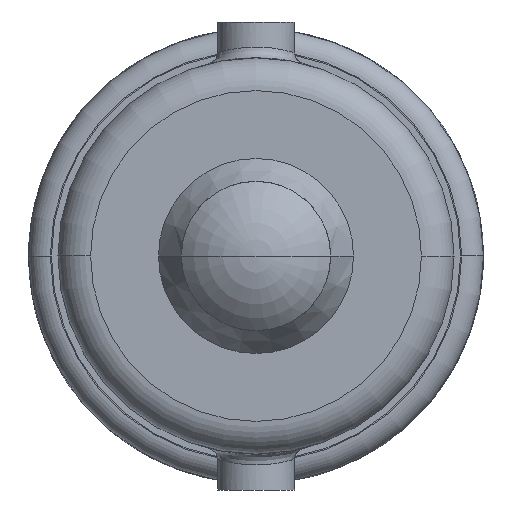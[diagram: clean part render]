
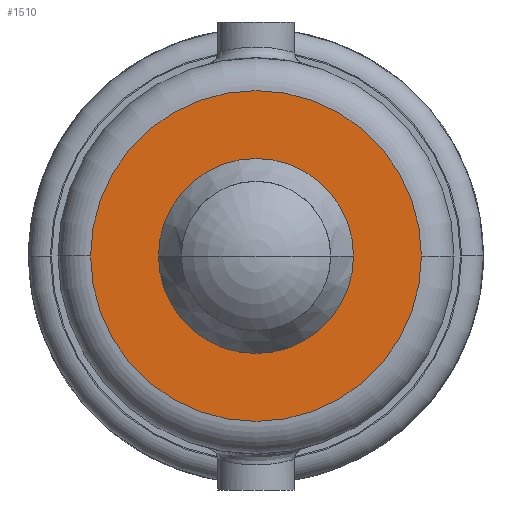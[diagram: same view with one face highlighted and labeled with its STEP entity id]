
A CAD part, front view. The second image highlights one B-rep face of the part: STEP entity #1510.
In plain terms, the highlighted planar face has unit normal (0, -1, 0).
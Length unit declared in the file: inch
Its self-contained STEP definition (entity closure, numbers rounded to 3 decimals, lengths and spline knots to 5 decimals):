
#16 = CARTESIAN_POINT ( 'NONE',  ( 0., 0., 0. ) ) ;
#130 = DIRECTION ( 'NONE',  ( 1., 0., 0. ) ) ;
#138 = AXIS2_PLACEMENT_3D ( 'NONE', #16, #626, #2791 ) ;
#152 = CARTESIAN_POINT ( 'NONE',  ( 0.152, 0., 0. ) ) ;
#198 = EDGE_CURVE ( 'NONE', #2230, #3737, #313, .T. ) ;
#257 = EDGE_CURVE ( 'NONE', #3737, #2230, #1528, .T. ) ;
#313 = CIRCLE ( 'NONE', #3317, 0.0896 ) ;
#414 = ORIENTED_EDGE ( 'NONE', *, *, #1874, .T. ) ;
#497 = CIRCLE ( 'NONE', #3470, 0.152 ) ;
#593 = FACE_BOUND ( 'NONE', #1486, .T. ) ;
#626 = DIRECTION ( 'NONE',  ( 0., -1., 0. ) ) ;
#767 = DIRECTION ( 'NONE',  ( -1., 0., 0. ) ) ;
#797 = DIRECTION ( 'NONE',  ( 0., -1., 0. ) ) ;
#928 = CARTESIAN_POINT ( 'NONE',  ( -0.152, 0., 0. ) ) ;
#995 = ORIENTED_EDGE ( 'NONE', *, *, #1514, .T. ) ;
#1058 = CARTESIAN_POINT ( 'NONE',  ( 0., 0., 0. ) ) ;
#1260 = CARTESIAN_POINT ( 'NONE',  ( -0.0896, 0., 0. ) ) ;
#1297 = AXIS2_PLACEMENT_3D ( 'NONE', #1725, #2713, #767 ) ;
#1422 = PLANE ( 'NONE',  #1297 ) ;
#1486 = EDGE_LOOP ( 'NONE', ( #1791, #2963 ) ) ;
#1510 = ADVANCED_FACE ( 'NONE', ( #593, #2261 ), #1422, .F. ) ;
#1514 = EDGE_CURVE ( 'NONE', #2407, #3877, #3581, .T. ) ;
#1528 = CIRCLE ( 'NONE', #138, 0.0896 ) ;
#1648 = DIRECTION ( 'NONE',  ( 0., -1., 0. ) ) ;
#1725 = CARTESIAN_POINT ( 'NONE',  ( 0., 0., 0. ) ) ;
#1751 = DIRECTION ( 'NONE',  ( 1., 0., 0. ) ) ;
#1791 = ORIENTED_EDGE ( 'NONE', *, *, #198, .F. ) ;
#1874 = EDGE_CURVE ( 'NONE', #3877, #2407, #497, .T. ) ;
#2019 = CARTESIAN_POINT ( 'NONE',  ( 0., 0., 0. ) ) ;
#2135 = DIRECTION ( 'NONE',  ( 0., -1., 0. ) ) ;
#2230 = VERTEX_POINT ( 'NONE', #1260 ) ;
#2261 = FACE_OUTER_BOUND ( 'NONE', #2872, .T. ) ;
#2407 = VERTEX_POINT ( 'NONE', #152 ) ;
#2713 = DIRECTION ( 'NONE',  ( 0., 1., 0. ) ) ;
#2791 = DIRECTION ( 'NONE',  ( 1., 0., 0. ) ) ;
#2802 = CARTESIAN_POINT ( 'NONE',  ( 0., 0., 0. ) ) ;
#2872 = EDGE_LOOP ( 'NONE', ( #995, #414 ) ) ;
#2963 = ORIENTED_EDGE ( 'NONE', *, *, #257, .F. ) ;
#3317 = AXIS2_PLACEMENT_3D ( 'NONE', #2802, #2135, #3402 ) ;
#3329 = CARTESIAN_POINT ( 'NONE',  ( 0.0896, 0., 0. ) ) ;
#3402 = DIRECTION ( 'NONE',  ( 1., 0., 0. ) ) ;
#3470 = AXIS2_PLACEMENT_3D ( 'NONE', #1058, #1648, #130 ) ;
#3581 = CIRCLE ( 'NONE', #3761, 0.152 ) ;
#3737 = VERTEX_POINT ( 'NONE', #3329 ) ;
#3761 = AXIS2_PLACEMENT_3D ( 'NONE', #2019, #797, #1751 ) ;
#3877 = VERTEX_POINT ( 'NONE', #928 ) ;
